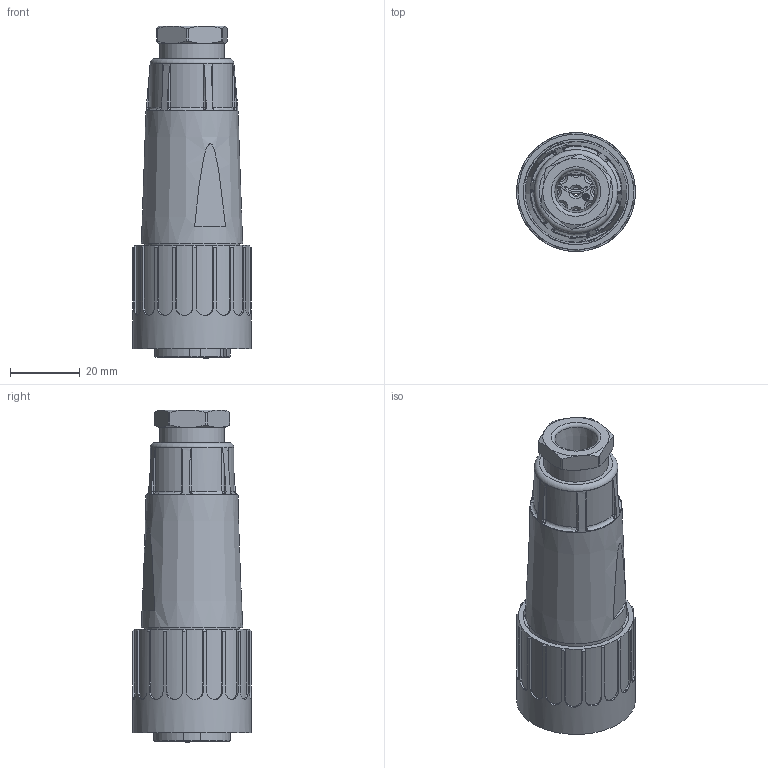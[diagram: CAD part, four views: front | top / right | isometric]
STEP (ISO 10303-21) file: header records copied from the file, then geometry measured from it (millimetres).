
FILE_DESCRIPTION(/* description */ (''),/* implementation_level */ '2;1');
FILE_NAME(/* name */ 'C016_10E008_002_1.stp',/* time_stamp */ '2013-11-11T09:52:47+01:00',/* author */ (''),/* organization */ (''),/* preprocessor_version */ 'ST-DEVELOPER v11',/* originating_system */ 'SIEMENS PLM Software NX 7.5',/* authorisation */ '');
FILE_SCHEMA (('CONFIG_CONTROL_DESIGN'));
Length unit declared in the file: millimetre
Products named in the file (15): C016 E09 041 E1_04; C016 E08 041 E1_04; N 16 110 0005 (12)_05; DRRG 8PG11_01; DRG 6-11x16,5_01; C016 G18 041 E1_04; DSRFL M2,5x8_01; N 16 110 0010_02; N 16 110 0017 ()_03; ORG 21,0x2,4_01; ORG 21,0x1,5_01; C016 G09 041 E1_05; C016 G11 041 E1_05; C016 E01 000 G1_01; C016 10E008 002 1_01
Assembly tree (15 placements, depth 3):
  C016 10E008 002 1_01
    C016 E01 000 G1_01
      C016 E08 041 E1_04
      C016 E09 041 E1_04
    C016 G11 041 E1_05
    C016 G09 041 E1_05
    ORG 21,0x1,5_01
    ORG 21,0x2,4_01
    N 16 110 0017 ()_03
    N 16 110 0010_02
    DSRFL M2,5x8_01  x2
    C016 G18 041 E1_04
    DRG 6-11x16,5_01
    DRRG 8PG11_01
    N 16 110 0005 (12)_05
Bounding box: 34 x 34 x 95 mm (x, y, z)
Volume: 34804.3 mm3; surface area: 37994.4 mm2
Topology: 14 solids, 14 shells, 1075 faces, 2650 edges, 1685 vertices
Faces by surface type: plane 573, cylinder 310, bspline 88, cone 79, sphere 12, torus 11, extrusion 2
Full cylindrical faces by diameter (mm): 1.05 x1, 1.3 x1, 1.575 x1, 1.75 x9, 1.95 x1, 2 x2, 2.5 x2, 2.6 x11, 2.7 x5, 3 x9, 3.2 x14, 3.6 x2, 4 x10, 4.2 x5, 4.3 x6, 4.75 x4, 11 x3, 12 x1, 16.5 x1, 17 x1, 18 x2, 18.6 x2, 22 x2, 22.7 x1, 24 x1, 25.5 x1, 27 x1, 30.2 x1, 34 x1
Entity records: 35111 total; most frequent: CARTESIAN_POINT 9236, ORIENTED_EDGE 4892, DIRECTION 4884, EDGE_CURVE 2446, AXIS2_PLACEMENT_3D 1773, VERTEX_POINT 1666, EDGE_LOOP 1384, VECTOR 1338
